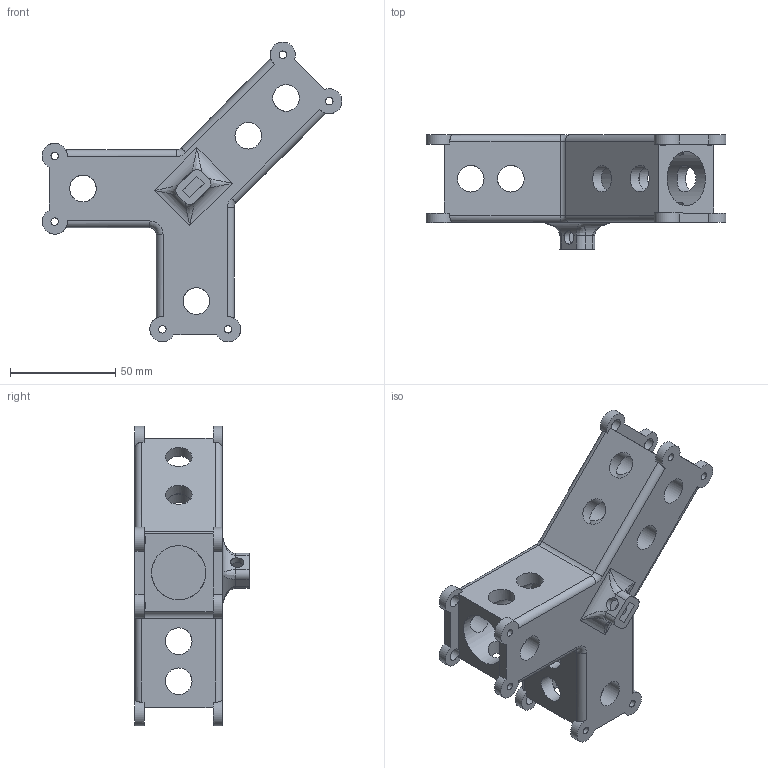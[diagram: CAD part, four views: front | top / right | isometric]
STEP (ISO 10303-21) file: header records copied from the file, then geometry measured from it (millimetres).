
FILE_DESCRIPTION(/* description */ (''),/* implementation_level */ '2;1');
FILE_NAME(/* name */ 'BracketV5.stp',/* time_stamp */ '2022-02-25T14:48:32-05:00',/* author */ ('ultra'),/* organization */ (''),/* preprocessor_version */ 'ST-DEVELOPER v18.1',/* originating_system */ 'Autodesk Inventor 2022',/* authorisation */ '');
FILE_SCHEMA (('AUTOMOTIVE_DESIGN { 1 0 10303 214 3 1 1 }'));
Length unit declared in the file: inch
Products named in the file (1): BracketV3
Bounding box: 142.51 x 54.25 x 142.51 mm (x, y, z)
Volume: 186412.5 mm3; surface area: 50760.3 mm2
Topology: 1 solids, 1 shells, 132 faces, 412 edges, 269 vertices
Faces by surface type: cylinder 77, plane 45, torus 6, bspline 4
Full cylindrical faces by diameter (mm): 3.556 x6, 4.318 x5, 5.9 x6, 6.35 x2, 12.7 x20, 25.756 x3
Entity records: 5714 total; most frequent: CARTESIAN_POINT 1891, ORIENTED_EDGE 816, DIRECTION 742, EDGE_CURVE 408, AXIS2_PLACEMENT_3D 271, VERTEX_POINT 269, LINE 200, VECTOR 200
